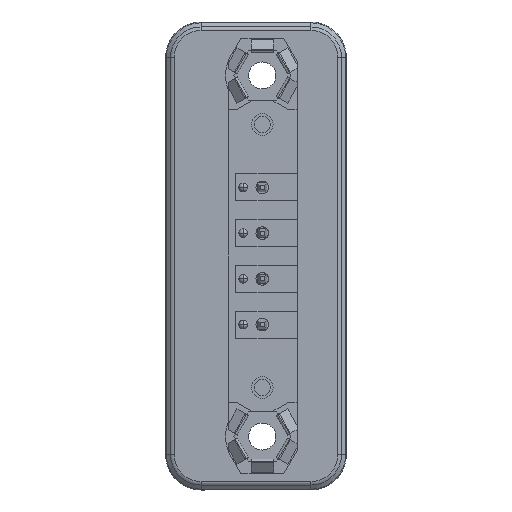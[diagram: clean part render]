
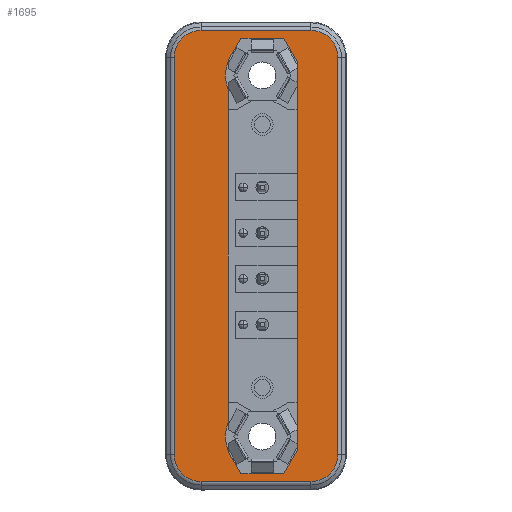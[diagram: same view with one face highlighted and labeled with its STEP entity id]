
A CAD part, front view. The second image highlights one B-rep face of the part: STEP entity #1695.
In plain terms, the highlighted planar face has unit normal (0, -1, 0).
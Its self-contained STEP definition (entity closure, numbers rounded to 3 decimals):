
#1695=ADVANCED_FACE('',(#3447,#3448),#3449,.T.);
#3447=FACE_OUTER_BOUND('',#5229,.T.);
#3448=FACE_BOUND('',#5230,.T.);
#3449=PLANE('',#5231);
#5229=EDGE_LOOP('',(#10081,#10082,#10083,#10084,#10085,#10086,#10087,#10088));
#5230=EDGE_LOOP('',(#10089,#10090,#10091,#10092,#10093,#10094,#10095,#10096,#10097,#10098,#10099,#10100));
#5231=AXIS2_PLACEMENT_3D('',#10101,#10102,#10103);
#10081=ORIENTED_EDGE('',*,*,#12319,.T.);
#10082=ORIENTED_EDGE('',*,*,#12017,.T.);
#10083=ORIENTED_EDGE('',*,*,#12307,.T.);
#10084=ORIENTED_EDGE('',*,*,#11696,.T.);
#10085=ORIENTED_EDGE('',*,*,#11615,.F.);
#10086=ORIENTED_EDGE('',*,*,#11452,.F.);
#10087=ORIENTED_EDGE('',*,*,#11632,.F.);
#10088=ORIENTED_EDGE('',*,*,#11761,.F.);
#10089=ORIENTED_EDGE('',*,*,#11505,.T.);
#10090=ORIENTED_EDGE('',*,*,#12102,.F.);
#10091=ORIENTED_EDGE('',*,*,#11357,.T.);
#10092=ORIENTED_EDGE('',*,*,#11609,.F.);
#10093=ORIENTED_EDGE('',*,*,#11780,.T.);
#10094=ORIENTED_EDGE('',*,*,#11297,.T.);
#10095=ORIENTED_EDGE('',*,*,#10408,.T.);
#10096=ORIENTED_EDGE('',*,*,#12188,.T.);
#10097=ORIENTED_EDGE('',*,*,#11492,.T.);
#10098=ORIENTED_EDGE('',*,*,#12320,.T.);
#10099=ORIENTED_EDGE('',*,*,#11352,.F.);
#10100=ORIENTED_EDGE('',*,*,#12302,.T.);
#10101=CARTESIAN_POINT('',(-4.1,5.65,-11.675));
#10102=DIRECTION('',(0.,-1.0,0.));
#10103=DIRECTION('',(0.,0.,1.0));
#10408=EDGE_CURVE('',#12361,#12362,#12363,.T.);
#11297=EDGE_CURVE('',#13840,#12361,#13841,.T.);
#11352=EDGE_CURVE('',#13920,#13915,#13922,.T.);
#11357=EDGE_CURVE('',#13928,#13929,#13930,.T.);
#11452=EDGE_CURVE('',#14056,#14051,#14058,.T.);
#11492=EDGE_CURVE('',#14114,#14118,#14120,.T.);
#11505=EDGE_CURVE('',#14136,#14137,#14138,.T.);
#11609=EDGE_CURVE('',#14289,#13929,#14290,.T.);
#11615=EDGE_CURVE('',#14051,#14296,#14297,.T.);
#11632=EDGE_CURVE('',#14317,#14056,#14318,.T.);
#11696=EDGE_CURVE('',#14402,#14296,#14403,.T.);
#11761=EDGE_CURVE('',#14481,#14317,#14483,.T.);
#11780=EDGE_CURVE('',#14289,#13840,#14506,.T.);
#12017=EDGE_CURVE('',#14780,#14778,#14781,.T.);
#12102=EDGE_CURVE('',#13928,#14137,#14869,.T.);
#12188=EDGE_CURVE('',#12362,#14114,#14965,.T.);
#12302=EDGE_CURVE('',#13920,#14136,#15080,.T.);
#12307=EDGE_CURVE('',#14778,#14402,#15085,.T.);
#12319=EDGE_CURVE('',#14481,#14780,#15097,.T.);
#12320=EDGE_CURVE('',#14118,#13915,#15098,.T.);
#12361=VERTEX_POINT('',#15139);
#12362=VERTEX_POINT('',#15140);
#12363=LINE('',#15141,#15142);
#13840=VERTEX_POINT('',#17170);
#13841=LINE('',#17171,#17172);
#13915=VERTEX_POINT('',#17284);
#13920=VERTEX_POINT('',#17291);
#13922=LINE('',#17294,#17295);
#13928=VERTEX_POINT('',#17303);
#13929=VERTEX_POINT('',#17304);
#13930=LINE('',#17305,#17306);
#14051=VERTEX_POINT('',#17472);
#14056=VERTEX_POINT('',#17478);
#14058=CIRCLE('',#17481,3.0);
#14114=VERTEX_POINT('',#17560);
#14118=VERTEX_POINT('',#17566);
#14120=LINE('',#17569,#17570);
#14136=VERTEX_POINT('',#17594);
#14137=VERTEX_POINT('',#17595);
#14138=LINE('',#17596,#17597);
#14289=VERTEX_POINT('',#17804);
#14290=LINE('',#17805,#17806);
#14296=VERTEX_POINT('',#17815);
#14297=LINE('',#17816,#17817);
#14317=VERTEX_POINT('',#17843);
#14318=LINE('',#17844,#17845);
#14402=VERTEX_POINT('',#17965);
#14403=CIRCLE('',#17966,3.0);
#14481=VERTEX_POINT('',#18079);
#14483=CIRCLE('',#18082,3.0);
#14506=LINE('',#18112,#18113);
#14778=VERTEX_POINT('',#18543);
#14780=VERTEX_POINT('',#18546);
#14781=CIRCLE('',#18547,3.0);
#14869=CIRCLE('',#18669,4.1);
#14965=LINE('',#18796,#18797);
#15080=CIRCLE('',#18938,4.1);
#15085=LINE('',#18944,#18945);
#15097=LINE('',#18959,#18960);
#15098=LINE('',#18961,#18962);
#15139=CARTESIAN_POINT('',(3.87,5.65,13.977));
#15140=CARTESIAN_POINT('',(3.87,5.65,-29.217));
#15141=CARTESIAN_POINT('',(3.87,5.65,-10.16));
#15142=VECTOR('',#19005,1.0);
#17170=CARTESIAN_POINT('',(2.384,5.65,16.55));
#17171=CARTESIAN_POINT('',(11.94,5.65,0.));
#17172=VECTOR('',#20094,1.0);
#17284=CARTESIAN_POINT('',(-3.8,5.65,-29.338));
#17291=CARTESIAN_POINT('',(-3.8,5.65,-29.199));
#17294=CARTESIAN_POINT('',(-3.8,5.65,-10.16));
#17295=VECTOR('',#20154,1.0);
#17303=CARTESIAN_POINT('',(-3.8,5.65,13.959));
#17304=CARTESIAN_POINT('',(-3.8,5.65,14.098));
#17305=CARTESIAN_POINT('',(-3.8,5.65,0.));
#17306=VECTOR('',#20157,1.0);
#17472=CARTESIAN_POINT('',(8.4,5.65,14.42));
#17478=CARTESIAN_POINT('',(5.4,5.65,17.42));
#17481=AXIS2_PLACEMENT_3D('',#20277,#20278,#20279);
#17560=CARTESIAN_POINT('',(2.384,5.65,-31.79));
#17566=CARTESIAN_POINT('',(-2.384,5.65,-31.79));
#17569=CARTESIAN_POINT('',(41.643,5.65,-31.79));
#17570=VECTOR('',#20339,1.0);
#17594=CARTESIAN_POINT('',(-3.8,5.65,-26.121));
#17595=CARTESIAN_POINT('',(-3.8,5.65,10.881));
#17596=CARTESIAN_POINT('',(-3.8,5.65,-10.16));
#17597=VECTOR('',#20348,1.0);
#17804=CARTESIAN_POINT('',(-2.384,5.65,16.55));
#17805=CARTESIAN_POINT('',(-11.94,5.65,0.));
#17806=VECTOR('',#20471,1.0);
#17815=CARTESIAN_POINT('',(8.4,5.65,-29.66));
#17816=CARTESIAN_POINT('',(8.4,5.65,-10.16));
#17817=VECTOR('',#20475,1.0);
#17843=CARTESIAN_POINT('',(-6.8,5.65,17.42));
#17844=CARTESIAN_POINT('',(41.643,5.65,17.42));
#17845=VECTOR('',#20500,1.0);
#17965=CARTESIAN_POINT('',(5.4,5.65,-32.66));
#17966=AXIS2_PLACEMENT_3D('',#20564,#20565,#20566);
#18079=CARTESIAN_POINT('',(-9.8,5.65,14.42));
#18082=AXIS2_PLACEMENT_3D('',#20621,#20622,#20623);
#18112=CARTESIAN_POINT('',(41.643,5.65,16.55));
#18113=VECTOR('',#20646,1.0);
#18543=CARTESIAN_POINT('',(-6.8,5.65,-32.66));
#18546=CARTESIAN_POINT('',(-9.8,5.65,-29.66));
#18547=AXIS2_PLACEMENT_3D('',#20875,#20876,#20877);
#18669=AXIS2_PLACEMENT_3D('',#20951,#20952,#20953);
#18796=CARTESIAN_POINT('',(14.873,5.65,-10.16));
#18797=VECTOR('',#21030,1.0);
#18938=AXIS2_PLACEMENT_3D('',#21096,#21097,#21098);
#18944=CARTESIAN_POINT('',(41.643,5.65,-32.66));
#18945=VECTOR('',#21100,1.0);
#18959=CARTESIAN_POINT('',(-9.8,5.65,-3.565));
#18960=VECTOR('',#21103,1.0);
#18961=CARTESIAN_POINT('',(-14.873,5.65,-10.16));
#18962=VECTOR('',#21104,1.0);
#19005=DIRECTION('',(0.,0.,-1.0));
#20094=DIRECTION('',(0.5,0.,-0.866));
#20154=DIRECTION('',(0.,0.,-1.0));
#20157=DIRECTION('',(0.,0.,1.0));
#20277=CARTESIAN_POINT('',(5.4,5.65,14.42));
#20278=DIRECTION('',(0.,1.0,0.));
#20279=DIRECTION('',(1.0,0.,0.));
#20339=DIRECTION('',(-1.0,0.,0.));
#20348=DIRECTION('',(0.,0.,1.0));
#20471=DIRECTION('',(-0.5,0.,-0.866));
#20475=DIRECTION('',(0.,0.,-1.0));
#20500=DIRECTION('',(1.0,0.,0.));
#20564=CARTESIAN_POINT('',(5.4,5.65,-29.66));
#20565=DIRECTION('',(0.,-1.0,0.));
#20566=DIRECTION('',(1.0,0.,0.));
#20621=CARTESIAN_POINT('',(-6.8,5.65,14.42));
#20622=DIRECTION('',(0.,1.0,0.));
#20623=DIRECTION('',(1.0,0.,0.));
#20646=DIRECTION('',(1.0,0.,0.));
#20875=CARTESIAN_POINT('',(-6.8,5.65,-29.66));
#20876=DIRECTION('',(0.,-1.0,0.));
#20877=DIRECTION('',(1.0,0.,0.));
#20951=CARTESIAN_POINT('',(0.,5.65,12.42));
#20952=DIRECTION('',(0.,-1.0,0.));
#20953=DIRECTION('',(0.,0.,1.0));
#21030=DIRECTION('',(-0.5,0.,-0.866));
#21096=CARTESIAN_POINT('',(0.,5.65,-27.66));
#21097=DIRECTION('',(0.,1.0,0.));
#21098=DIRECTION('',(0.,0.,-1.0));
#21100=DIRECTION('',(1.0,0.,0.));
#21103=DIRECTION('',(0.,0.,-1.0));
#21104=DIRECTION('',(-0.5,0.,0.866));
